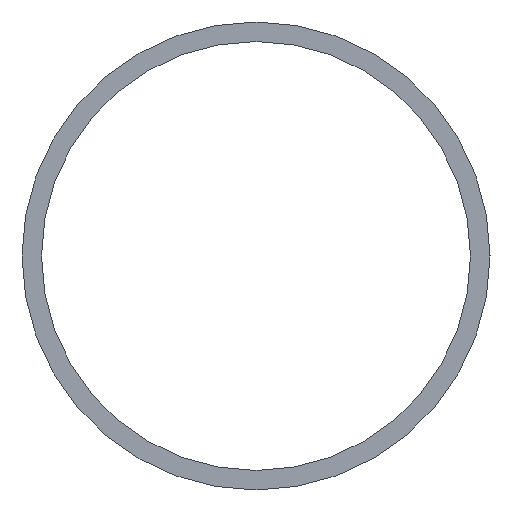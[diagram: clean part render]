
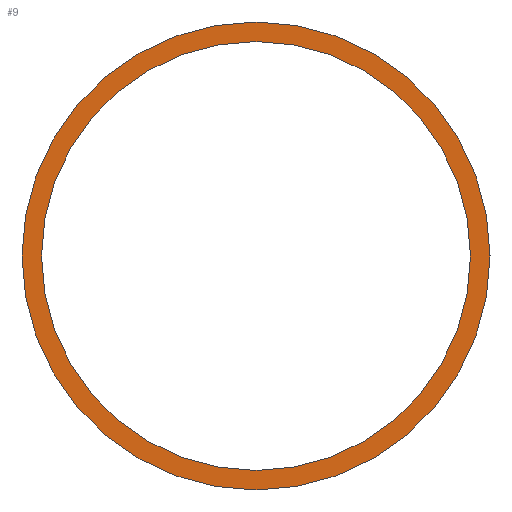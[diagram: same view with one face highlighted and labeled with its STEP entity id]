
A CAD part, left-side view. The second image highlights one B-rep face of the part: STEP entity #9.
In plain terms, the highlighted planar face has unit normal (-1, 0, 0).
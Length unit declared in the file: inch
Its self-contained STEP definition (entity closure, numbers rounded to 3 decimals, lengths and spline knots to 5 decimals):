
#5 = EDGE_CURVE ( 'NONE', #27, #94, #92, .T. ) ;
#9 = ADVANCED_FACE ( 'NONE', ( #116, #77 ), #143, .F. ) ;
#10 = DIRECTION ( 'NONE',  ( 1., 0., 0. ) ) ;
#11 = DIRECTION ( 'NONE',  ( 0., 0., -1. ) ) ;
#14 = CARTESIAN_POINT ( 'NONE',  ( -19.68504, 0., 0.47736 ) ) ;
#17 = DIRECTION ( 'NONE',  ( 1., 0., 0. ) ) ;
#22 = ORIENTED_EDGE ( 'NONE', *, *, #168, .F. ) ;
#27 = VERTEX_POINT ( 'NONE', #204 ) ;
#28 = ORIENTED_EDGE ( 'NONE', *, *, #5, .T. ) ;
#29 = CARTESIAN_POINT ( 'NONE',  ( -19.68504, 0., -0.47736 ) ) ;
#33 = DIRECTION ( 'NONE',  ( 0., 0., -1. ) ) ;
#34 = DIRECTION ( 'NONE',  ( 1., 0., 0. ) ) ;
#40 = CIRCLE ( 'NONE', #109, 0.4375 ) ;
#46 = AXIS2_PLACEMENT_3D ( 'NONE', #136, #191, #33 ) ;
#47 = ORIENTED_EDGE ( 'NONE', *, *, #49, .F. ) ;
#49 = EDGE_CURVE ( 'NONE', #182, #133, #106, .T. ) ;
#64 = AXIS2_PLACEMENT_3D ( 'NONE', #69, #17, #170 ) ;
#69 = CARTESIAN_POINT ( 'NONE',  ( -19.68504, 0., 0. ) ) ;
#77 = FACE_BOUND ( 'NONE', #144, .T. ) ;
#79 = CARTESIAN_POINT ( 'NONE',  ( -19.68504, 0., 0. ) ) ;
#92 = CIRCLE ( 'NONE', #121, 0.4375 ) ;
#94 = VERTEX_POINT ( 'NONE', #122 ) ;
#96 = DIRECTION ( 'NONE',  ( 1., 0., 0. ) ) ;
#106 = CIRCLE ( 'NONE', #64, 0.47736 ) ;
#109 = AXIS2_PLACEMENT_3D ( 'NONE', #120, #34, #11 ) ;
#112 = CIRCLE ( 'NONE', #46, 0.47736 ) ;
#115 = EDGE_CURVE ( 'NONE', #94, #27, #40, .T. ) ;
#116 = FACE_OUTER_BOUND ( 'NONE', #187, .T. ) ;
#120 = CARTESIAN_POINT ( 'NONE',  ( -19.68504, 0., 0. ) ) ;
#121 = AXIS2_PLACEMENT_3D ( 'NONE', #79, #10, #214 ) ;
#122 = CARTESIAN_POINT ( 'NONE',  ( -19.68504, 0., 0.4375 ) ) ;
#130 = AXIS2_PLACEMENT_3D ( 'NONE', #200, #96, #212 ) ;
#133 = VERTEX_POINT ( 'NONE', #14 ) ;
#136 = CARTESIAN_POINT ( 'NONE',  ( -19.68504, 0., 0. ) ) ;
#143 = PLANE ( 'NONE',  #130 ) ;
#144 = EDGE_LOOP ( 'NONE', ( #164, #28 ) ) ;
#164 = ORIENTED_EDGE ( 'NONE', *, *, #115, .T. ) ;
#168 = EDGE_CURVE ( 'NONE', #133, #182, #112, .T. ) ;
#170 = DIRECTION ( 'NONE',  ( 0., 0., -1. ) ) ;
#182 = VERTEX_POINT ( 'NONE', #29 ) ;
#187 = EDGE_LOOP ( 'NONE', ( #22, #47 ) ) ;
#191 = DIRECTION ( 'NONE',  ( 1., 0., 0. ) ) ;
#200 = CARTESIAN_POINT ( 'NONE',  ( -19.68504, 0., 0. ) ) ;
#204 = CARTESIAN_POINT ( 'NONE',  ( -19.68504, 0., -0.4375 ) ) ;
#212 = DIRECTION ( 'NONE',  ( 0., 0., -1. ) ) ;
#214 = DIRECTION ( 'NONE',  ( 0., 0., -1. ) ) ;
